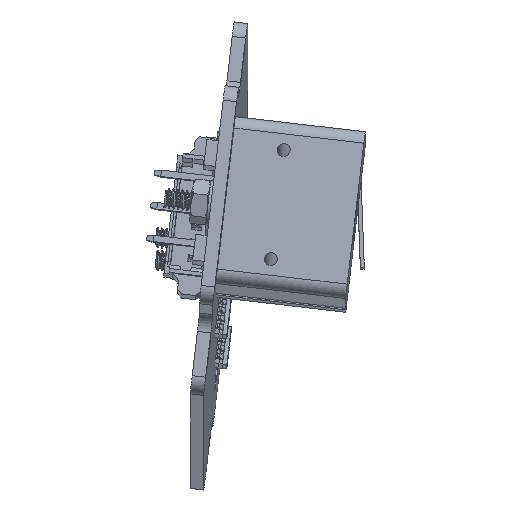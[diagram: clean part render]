
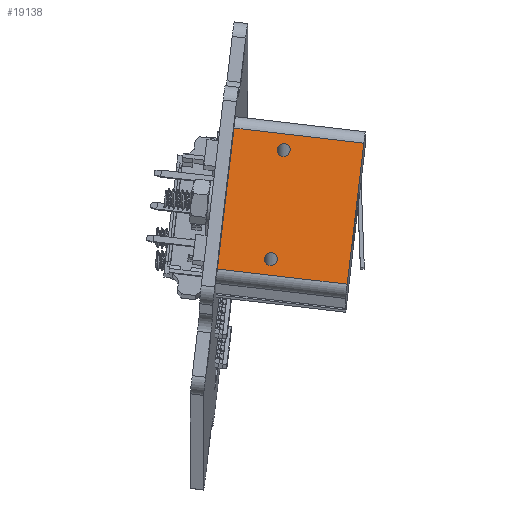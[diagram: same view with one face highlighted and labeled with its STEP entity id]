
A CAD part, left-side view. The second image highlights one B-rep face of the part: STEP entity #19138.
In plain terms, the highlighted face is planar.
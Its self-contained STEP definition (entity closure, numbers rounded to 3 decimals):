
#546=FACE_BOUND('',#2262,.T.);
#547=FACE_BOUND('',#2263,.T.);
#660=CIRCLE('',#20526,0.5);
#661=CIRCLE('',#20527,0.5);
#663=CIRCLE('',#20530,0.5);
#664=CIRCLE('',#20531,0.5);
#1183=FACE_OUTER_BOUND('',#2261,.T.);
#2261=EDGE_LOOP('',(#13215,#13216,#13217,#13218));
#2262=EDGE_LOOP('',(#13219,#13220));
#2263=EDGE_LOOP('',(#13221,#13222));
#3461=LINE('',#27524,#5817);
#3462=LINE('',#27531,#5818);
#3463=LINE('',#27534,#5819);
#3464=LINE('',#27535,#5820);
#5817=VECTOR('',#22391,10.);
#5818=VECTOR('',#22400,10.);
#5819=VECTOR('',#22403,10.);
#5820=VECTOR('',#22404,10.);
#8123=VERTEX_POINT('',#27434);
#8124=VERTEX_POINT('',#27435);
#8126=VERTEX_POINT('',#27442);
#8127=VERTEX_POINT('',#27443);
#8154=VERTEX_POINT('',#27521);
#8155=VERTEX_POINT('',#27523);
#8157=VERTEX_POINT('',#27529);
#8158=VERTEX_POINT('',#27533);
#10051=EDGE_CURVE('',#8123,#8124,#660,.T.);
#10052=EDGE_CURVE('',#8124,#8123,#661,.T.);
#10055=EDGE_CURVE('',#8126,#8127,#663,.T.);
#10056=EDGE_CURVE('',#8127,#8126,#664,.T.);
#10094=EDGE_CURVE('',#8155,#8154,#3461,.T.);
#10098=EDGE_CURVE('',#8155,#8157,#3462,.T.);
#10099=EDGE_CURVE('',#8158,#8154,#3463,.T.);
#10100=EDGE_CURVE('',#8157,#8158,#3464,.T.);
#13215=ORIENTED_EDGE('',*,*,#10098,.F.);
#13216=ORIENTED_EDGE('',*,*,#10094,.T.);
#13217=ORIENTED_EDGE('',*,*,#10099,.F.);
#13218=ORIENTED_EDGE('',*,*,#10100,.F.);
#13219=ORIENTED_EDGE('',*,*,#10051,.T.);
#13220=ORIENTED_EDGE('',*,*,#10052,.T.);
#13221=ORIENTED_EDGE('',*,*,#10055,.T.);
#13222=ORIENTED_EDGE('',*,*,#10056,.T.);
#18251=PLANE('',#20554);
#19138=ADVANCED_FACE('',(#1183,#546,#547),#18251,.T.);
#20526=AXIS2_PLACEMENT_3D('',#27436,#22310,#22311);
#20527=AXIS2_PLACEMENT_3D('',#27437,#22312,#22313);
#20530=AXIS2_PLACEMENT_3D('',#27444,#22319,#22320);
#20531=AXIS2_PLACEMENT_3D('',#27445,#22321,#22322);
#20554=AXIS2_PLACEMENT_3D('',#27532,#22401,#22402);
#22310=DIRECTION('center_axis',(0.,0.,-1.));
#22311=DIRECTION('ref_axis',(1.,0.,0.));
#22312=DIRECTION('center_axis',(0.,0.,-1.));
#22313=DIRECTION('ref_axis',(1.,0.,0.));
#22319=DIRECTION('center_axis',(0.,0.,-1.));
#22320=DIRECTION('ref_axis',(1.,0.,0.));
#22321=DIRECTION('center_axis',(0.,0.,-1.));
#22322=DIRECTION('ref_axis',(1.,0.,0.));
#22391=DIRECTION('',(1.,0.,0.));
#22400=DIRECTION('',(0.,1.,0.));
#22401=DIRECTION('center_axis',(0.,0.,1.));
#22402=DIRECTION('ref_axis',(1.,0.,0.));
#22403=DIRECTION('',(0.,-1.,0.));
#22404=DIRECTION('',(1.,0.,0.));
#27434=CARTESIAN_POINT('',(-10.25,4.,0.));
#27435=CARTESIAN_POINT('',(-11.25,4.,0.));
#27436=CARTESIAN_POINT('Origin',(-10.75,4.,0.));
#27437=CARTESIAN_POINT('Origin',(-10.75,4.,0.));
#27442=CARTESIAN_POINT('',(-1.75,4.,0.));
#27443=CARTESIAN_POINT('',(-2.75,4.,0.));
#27444=CARTESIAN_POINT('Origin',(-2.25,4.,0.));
#27445=CARTESIAN_POINT('Origin',(-2.25,4.,0.));
#27521=CARTESIAN_POINT('',(-1.,0.,0.));
#27523=CARTESIAN_POINT('',(-12.,0.,0.));
#27524=CARTESIAN_POINT('',(-13.,0.,0.));
#27529=CARTESIAN_POINT('',(-12.,10.06,0.));
#27531=CARTESIAN_POINT('',(-12.,0.,0.));
#27532=CARTESIAN_POINT('Origin',(-13.,0.,0.));
#27533=CARTESIAN_POINT('',(-1.,10.06,0.));
#27534=CARTESIAN_POINT('',(-1.,0.,0.));
#27535=CARTESIAN_POINT('',(-13.,10.06,0.));
